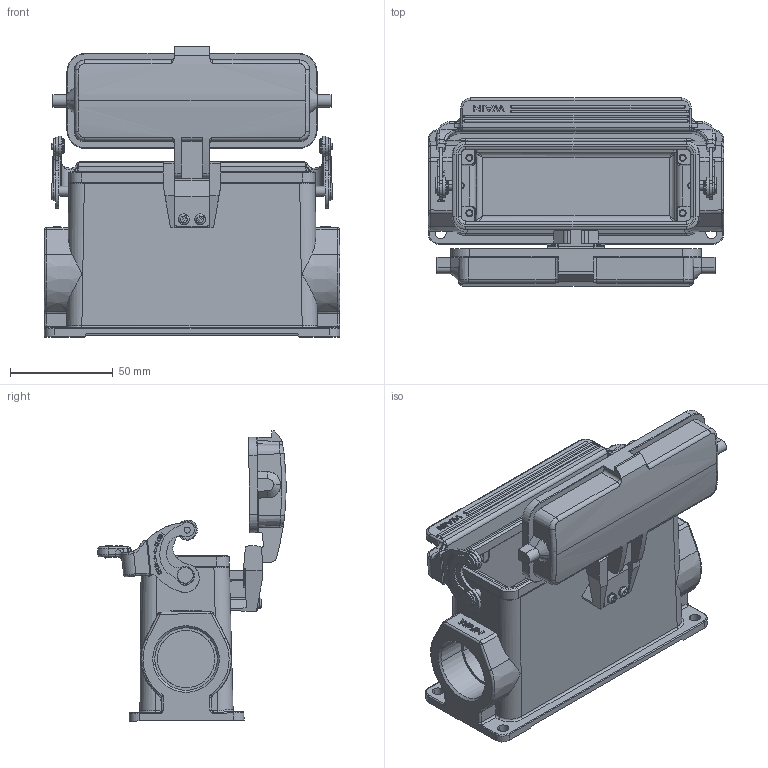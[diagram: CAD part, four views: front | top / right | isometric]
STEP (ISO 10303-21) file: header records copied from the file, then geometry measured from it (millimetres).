
FILE_DESCRIPTION(/* description */ (''),/* implementation_level */ '2;1');
FILE_NAME(/* name */ '3D_1240242615004_HV24B-SFH-1L_SC-CV-M32_V1.1.stp',/* time_stamp */ '2024-01-12T13:51:52+08:00',/* author */ (''),/* organization */ (''),/* preprocessor_version */ 'ST-DEVELOPER v18.1',/* originating_system */ 'SIEMENS PLM Software NX 1980',/* authorisation */ '');
FILE_SCHEMA (('AUTOMOTIVE_DESIGN { 1 0 10303 214 3 1 1 1 }'));
Products named in the file (1): 145919DCBBD54eed
Bounding box: 144 x 91.75 x 141.5 mm (x, y, z)
Volume: 222648.9 mm3; surface area: 110727.1 mm2
Topology: 7 solids, 26 shells, 1614 faces, 4590 edges, 3089 vertices
Faces by surface type: plane 749, cylinder 617, torus 102, cone 63, extrusion 36, bspline 32, sphere 15
Entity records: 57725 total; most frequent: CARTESIAN_POINT 18032, ORIENTED_EDGE 9144, DIRECTION 6990, EDGE_CURVE 4572, VERTEX_POINT 3089, AXIS2_PLACEMENT_3D 2492, VECTOR 2006, LINE 1970
